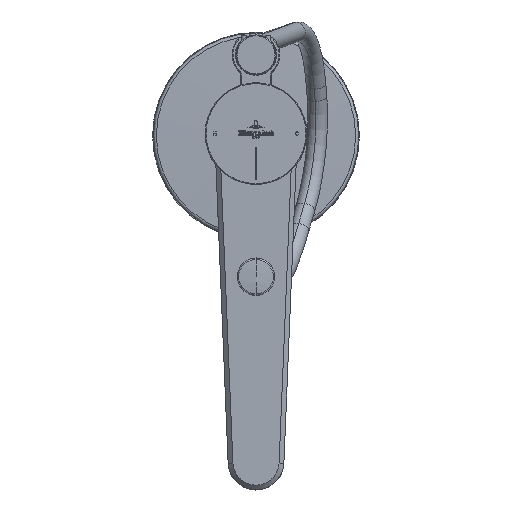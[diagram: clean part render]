
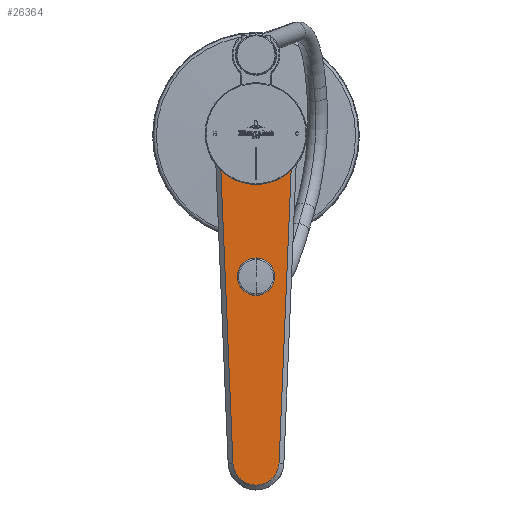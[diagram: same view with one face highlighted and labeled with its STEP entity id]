
A CAD part, top view. The second image highlights one B-rep face of the part: STEP entity #26364.
In plain terms, the highlighted planar face has unit normal (0, 0, 1).
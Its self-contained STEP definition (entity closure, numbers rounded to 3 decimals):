
#2461=CARTESIAN_POINT('',(0.,0.,818.));
#2462=DIRECTION('',(0.,0.,-1.));
#2463=DIRECTION('',(-1.,0.,0.));
#2464=AXIS2_PLACEMENT_3D('',#2461,#2462,#2463);
#2466=DIRECTION('',(0.041,-0.999,0.));
#2467=VECTOR('',#2466,206.292);
#2468=CARTESIAN_POINT('',(-22.981,-0.943,818.));
#2469=LINE('',#2468,#2467);
#2470=DIRECTION('',(-0.041,-0.999,0.));
#2471=VECTOR('',#2470,206.292);
#2472=CARTESIAN_POINT('',(22.981,-0.943,818.));
#2473=LINE('',#2472,#2471);
#2474=CARTESIAN_POINT('',(0.,-90.,818.));
#2475=DIRECTION('',(0.,0.,-1.));
#2476=DIRECTION('',(1.,0.,0.));
#2477=AXIS2_PLACEMENT_3D('',#2474,#2475,#2476);
#2479=CARTESIAN_POINT('',(0.,-90.,818.));
#2480=DIRECTION('',(0.,0.,-1.));
#2481=DIRECTION('',(-1.,0.,0.));
#2482=AXIS2_PLACEMENT_3D('',#2479,#2480,#2481);
#2493=CARTESIAN_POINT('',(0.,-206.466,818.));
#2494=DIRECTION('',(0.,0.,1.));
#2495=DIRECTION('',(-0.999,-0.041,0.));
#2496=AXIS2_PLACEMENT_3D('',#2493,#2494,#2495);
#6646=CARTESIAN_POINT('',(0.,0.,818.));
#6647=DIRECTION('',(0.,0.,1.));
#6648=DIRECTION('',(0.999,-0.041,0.));
#6649=AXIS2_PLACEMENT_3D('',#6646,#6647,#6648);
#16332=CARTESIAN_POINT('',(0.,0.,818.));
#16333=DIRECTION('',(0.,0.,1.));
#16334=DIRECTION('',(-1.,0.,0.));
#16335=AXIS2_PLACEMENT_3D('',#16332,#16333,#16334);
#20983=CARTESIAN_POINT('',(22.981,-0.943,818.));
#20984=VERTEX_POINT('',#20983);
#20991=CARTESIAN_POINT('',(14.522,-207.062,818.));
#20992=VERTEX_POINT('',#20991);
#23342=CARTESIAN_POINT('',(-22.981,-0.943,818.));
#23343=VERTEX_POINT('',#23342);
#23350=CARTESIAN_POINT('',(-14.522,-207.062,818.));
#23351=VERTEX_POINT('',#23350);
#23403=CARTESIAN_POINT('',(-22.,0.,818.));
#23404=CARTESIAN_POINT('',(22.,0.,818.));
#23405=VERTEX_POINT('',#23403);
#23406=VERTEX_POINT('',#23404);
#23407=CARTESIAN_POINT('',(5.548,-90.,818.));
#23408=CARTESIAN_POINT('',(-5.548,-90.,818.));
#23409=VERTEX_POINT('',#23407);
#23410=VERTEX_POINT('',#23408);
#26338=CARTESIAN_POINT('',(-45.,-270.,818.));
#26339=DIRECTION('',(0.,0.,-1.));
#26340=DIRECTION('',(0.,1.,0.));
#26341=AXIS2_PLACEMENT_3D('',#26338,#26339,#26340);
#26342=PLANE('',#26341);
#26344=ORIENTED_EDGE('',*,*,#26343,.F.);
#26346=ORIENTED_EDGE('',*,*,#26345,.F.);
#26348=ORIENTED_EDGE('',*,*,#26347,.F.);
#26350=ORIENTED_EDGE('',*,*,#26349,.T.);
#26351=EDGE_LOOP('',(#26344,#26346,#26348,#26350));
#26352=FACE_OUTER_BOUND('',#26351,.F.);
#26353=ORIENTED_EDGE('',*,*,#26321,.F.);
#26355=ORIENTED_EDGE('',*,*,#26354,.T.);
#26356=EDGE_LOOP('',(#26353,#26355));
#26357=FACE_BOUND('',#26356,.F.);
#26359=ORIENTED_EDGE('',*,*,#26358,.F.);
#26361=ORIENTED_EDGE('',*,*,#26360,.F.);
#26362=EDGE_LOOP('',(#26359,#26361));
#26363=FACE_BOUND('',#26362,.F.);
#2465=CIRCLE('',#2464,22.);
#2478=CIRCLE('',#2477,5.548);
#2483=CIRCLE('',#2482,5.548);
#2497=CIRCLE('',#2496,14.534);
#6650=CIRCLE('',#6649,23.);
#16336=CIRCLE('',#16335,22.);
#26321=EDGE_CURVE('',#23405,#23406,#2465,.T.);
#26343=EDGE_CURVE('',#23351,#20992,#2497,.T.);
#26345=EDGE_CURVE('',#23343,#23351,#2469,.T.);
#26347=EDGE_CURVE('',#20984,#23343,#6650,.T.);
#26349=EDGE_CURVE('',#20984,#20992,#2473,.T.);
#26354=EDGE_CURVE('',#23405,#23406,#16336,.T.);
#26358=EDGE_CURVE('',#23409,#23410,#2478,.T.);
#26360=EDGE_CURVE('',#23410,#23409,#2483,.T.);
#26364=ADVANCED_FACE('',(#26352,#26357,#26363),#26342,.F.);
